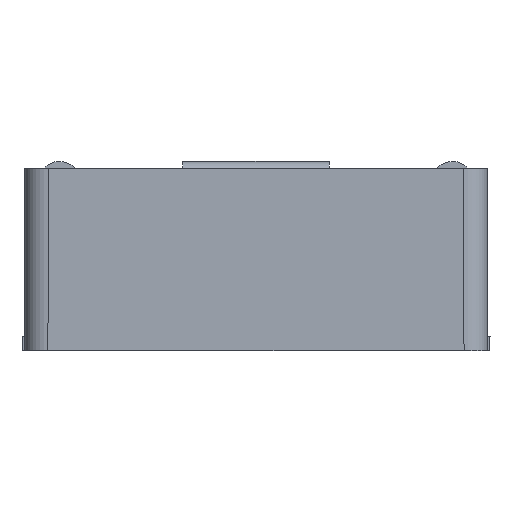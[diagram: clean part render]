
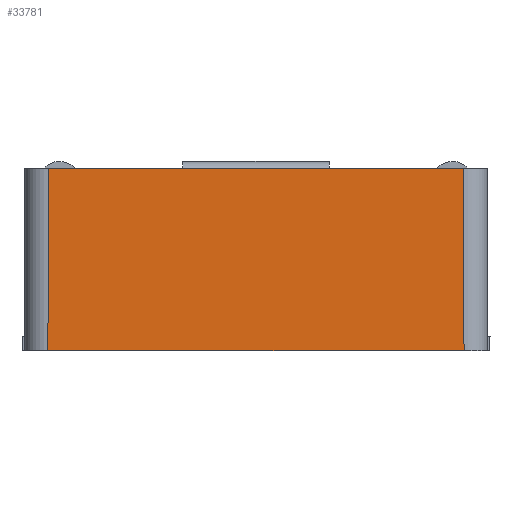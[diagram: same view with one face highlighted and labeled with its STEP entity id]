
A CAD part, left-side view. The second image highlights one B-rep face of the part: STEP entity #33781.
In plain terms, the highlighted planar face has unit normal (-1, 0, 0).
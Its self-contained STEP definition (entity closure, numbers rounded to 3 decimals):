
#1425=DIRECTION('',(0.,1.,0.));
#1426=VECTOR('',#1425,0.305);
#1427=CARTESIAN_POINT('',(-3.,-0.645,0.77));
#1428=LINE('',#1427,#1426);
#1432=DIRECTION('',(0.,1.,0.));
#1433=VECTOR('',#1432,0.68);
#1434=CARTESIAN_POINT('',(-3.,-0.34,
0.77));
#1435=LINE('',#1434,#1433);
#9018=DIRECTION('',(0.,-1.,0.));
#9019=VECTOR('',#9018,1.76);
#9020=CARTESIAN_POINT('',(-3.,0.88,
0.));
#9021=LINE('',#9020,#9019);
#9104=DIRECTION('',(0.,-1.,0.));
#9105=VECTOR('',#9104,0.235);
#9106=CARTESIAN_POINT('',(-3.,-0.645,0.77));
#9107=LINE('',#9106,#9105);
#9111=DIRECTION('',(0.,-1.,0.));
#9112=VECTOR('',#9111,0.54);
#9113=CARTESIAN_POINT('',(-3.,0.88,
0.77));
#9114=LINE('',#9113,#9112);
#9118=DIRECTION('',(0.,0.,1.));
#9119=VECTOR('',#9118,0.77);
#9120=CARTESIAN_POINT('',(-3.,-0.88,
0.));
#9121=LINE('',#9120,#9119);
#9132=DIRECTION('',(0.,0.,-1.));
#9133=VECTOR('',#9132,0.77);
#9134=CARTESIAN_POINT('',(-3.,0.88,
0.77));
#9135=LINE('',#9134,#9133);
#20292=CARTESIAN_POINT('',(-3.,-0.88,
0.77));
#20293=VERTEX_POINT('',#20292);
#20294=CARTESIAN_POINT('',(-3.,-0.645,
0.77));
#20295=VERTEX_POINT('',#20294);
#20296=CARTESIAN_POINT('',(-3.,-0.34,
0.77));
#20297=VERTEX_POINT('',#20296);
#20298=CARTESIAN_POINT('',(-3.,0.34,
0.77));
#20299=VERTEX_POINT('',#20298);
#20300=CARTESIAN_POINT('',(-3.,0.88,
0.77));
#20301=VERTEX_POINT('',#20300);
#21887=CARTESIAN_POINT('',(-3.,0.88,
0.));
#21888=CARTESIAN_POINT('',(-3.,-0.88,
0.));
#21889=VERTEX_POINT('',#21887);
#21890=VERTEX_POINT('',#21888);
#33765=CARTESIAN_POINT('',(-3.,-0.9,
0.035));
#33766=DIRECTION('',(1.,0.,0.));
#33767=DIRECTION('',(0.,1.,0.));
#33768=AXIS2_PLACEMENT_3D('',#33765,#33766,#33767);
#33769=PLANE('',#33768);
#33770=ORIENTED_EDGE('',*,*,#25000,.F.);
#33771=ORIENTED_EDGE('',*,*,#24998,.T.);
#33773=ORIENTED_EDGE('',*,*,#33772,.F.);
#33774=ORIENTED_EDGE('',*,*,#33728,.F.);
#33776=ORIENTED_EDGE('',*,*,#33775,.F.);
#33777=ORIENTED_EDGE('',*,*,#25004,.T.);
#33778=ORIENTED_EDGE('',*,*,#25002,.F.);
#33779=EDGE_LOOP('',(#33770,#33771,#33773,#33774,#33776,#33777,#33778));
#33780=FACE_OUTER_BOUND('',#33779,.F.);
#24998=EDGE_CURVE('',#20295,#20293,#9107,.T.);
#25000=EDGE_CURVE('',#20295,#20297,#1428,.T.);
#25002=EDGE_CURVE('',#20297,#20299,#1435,.T.);
#25004=EDGE_CURVE('',#20301,#20299,#9114,.T.);
#33728=EDGE_CURVE('',#21889,#21890,#9021,.T.);
#33772=EDGE_CURVE('',#21890,#20293,#9121,.T.);
#33775=EDGE_CURVE('',#20301,#21889,#9135,.T.);
#33781=ADVANCED_FACE('',(#33780),#33769,.F.);
